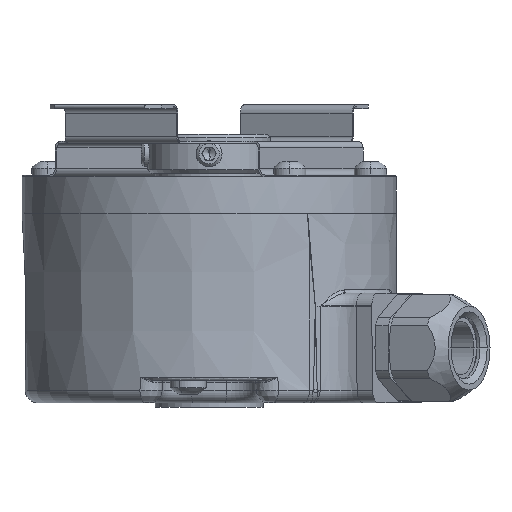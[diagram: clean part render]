
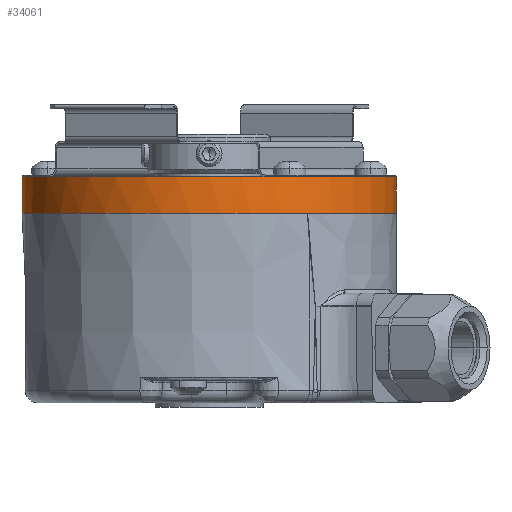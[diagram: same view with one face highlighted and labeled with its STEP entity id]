
A CAD part, front view. The second image highlights one B-rep face of the part: STEP entity #34061.
In plain terms, the highlighted cylindrical face has radius 29 mm (diameter 58 mm), a partial arc.
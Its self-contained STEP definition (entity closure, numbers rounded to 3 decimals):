
#9684=DIRECTION('',(0.,0.,1.));
#9685=VECTOR('',#9684,5.6);
#9686=CARTESIAN_POINT('',(29.,0.,12.4));
#9687=LINE('',#9686,#9685);
#9688=CARTESIAN_POINT('',(0.,0.,12.4));
#9689=DIRECTION('',(0.,0.,1.));
#9690=DIRECTION('',(-1.,0.,0.));
#9691=AXIS2_PLACEMENT_3D('',#9688,#9689,#9690);
#9693=DIRECTION('',(0.,0.,1.));
#9694=VECTOR('',#9693,5.6);
#9695=CARTESIAN_POINT('',(-29.,0.,12.4));
#9696=LINE('',#9695,#9694);
#9697=CARTESIAN_POINT('',(0.,0.,12.4));
#9698=DIRECTION('',(0.,0.,1.));
#9699=DIRECTION('',(1.,-0.029,0.));
#9700=AXIS2_PLACEMENT_3D('',#9697,#9698,#9699);
#9702=CARTESIAN_POINT('',(0.,0.,12.4));
#9703=DIRECTION('',(0.,0.,1.));
#9704=DIRECTION('',(0.525,-0.851,0.));
#9705=AXIS2_PLACEMENT_3D('',#9702,#9703,#9704);
#9712=CARTESIAN_POINT('',(0.,0.,18.));
#9713=DIRECTION('',(0.,0.,1.));
#9714=DIRECTION('',(-1.,0.,0.));
#9715=AXIS2_PLACEMENT_3D('',#9712,#9713,#9714);
#19059=CARTESIAN_POINT('',(29.,0.,18.));
#19060=CARTESIAN_POINT('',(-29.,0.,18.));
#19061=VERTEX_POINT('',#19059);
#19062=VERTEX_POINT('',#19060);
#21937=CARTESIAN_POINT('',(29.,0.,12.4));
#21938=CARTESIAN_POINT('',(-29.,0.,12.4));
#21939=VERTEX_POINT('',#21937);
#21940=VERTEX_POINT('',#21938);
#21941=CARTESIAN_POINT('',(15.228,-24.68,12.4));
#21942=VERTEX_POINT('',#21941);
#21943=CARTESIAN_POINT('',(28.988,-0.848,12.4));
#21944=VERTEX_POINT('',#21943);
#34046=CARTESIAN_POINT('',(0.,0.,0.));
#34047=DIRECTION('',(0.,0.,1.));
#34048=DIRECTION('',(1.,0.,0.));
#34049=AXIS2_PLACEMENT_3D('',#34046,#34047,#34048);
#34050=CYLINDRICAL_SURFACE('',#34049,29.);
#34051=ORIENTED_EDGE('',*,*,#33992,.F.);
#34052=ORIENTED_EDGE('',*,*,#34041,.T.);
#34054=ORIENTED_EDGE('',*,*,#34053,.T.);
#34055=ORIENTED_EDGE('',*,*,#34037,.F.);
#34056=ORIENTED_EDGE('',*,*,#34026,.F.);
#34058=ORIENTED_EDGE('',*,*,#34057,.F.);
#34059=EDGE_LOOP('',(#34051,#34052,#34054,#34055,#34056,#34058));
#34060=FACE_OUTER_BOUND('',#34059,.F.);
#9692=CIRCLE('',#9691,29.);
#9701=CIRCLE('',#9700,29.);
#9706=CIRCLE('',#9705,29.);
#9716=CIRCLE('',#9715,29.);
#33992=EDGE_CURVE('',#21940,#21942,#9692,.T.);
#34026=EDGE_CURVE('',#21944,#21939,#9701,.T.);
#34037=EDGE_CURVE('',#21939,#19061,#9687,.T.);
#34041=EDGE_CURVE('',#21940,#19062,#9696,.T.);
#34053=EDGE_CURVE('',#19062,#19061,#9716,.T.);
#34057=EDGE_CURVE('',#21942,#21944,#9706,.T.);
#34061=ADVANCED_FACE('',(#34060),#34050,.T.);
